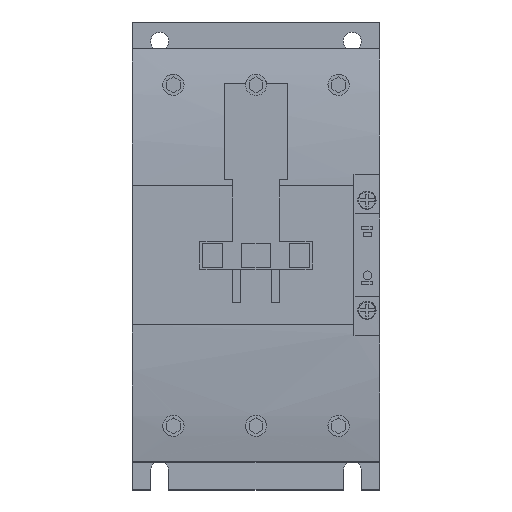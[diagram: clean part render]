
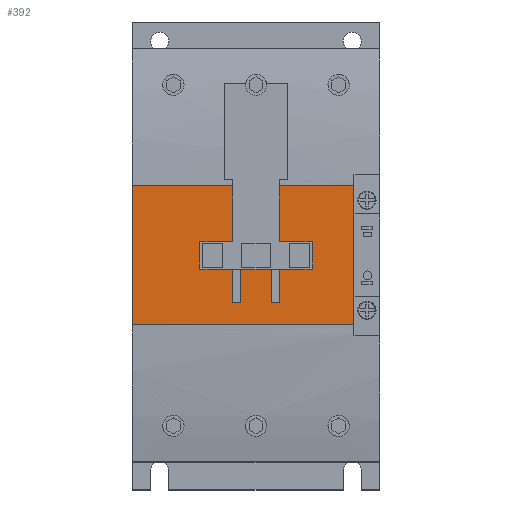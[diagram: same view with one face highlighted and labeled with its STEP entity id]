
A CAD part, top view. The second image highlights one B-rep face of the part: STEP entity #392.
In plain terms, the highlighted planar face has unit normal (0, 0, 1).
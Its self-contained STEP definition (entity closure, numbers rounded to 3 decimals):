
#392 = ADVANCED_FACE( '', ( #1076 ), #1077, .T. );
#1076 = FACE_OUTER_BOUND( '', #1788, .T. );
#1077 = PLANE( '', #1789 );
#1788 = EDGE_LOOP( '', ( #4365, #4366, #4367, #4368, #4369, #4370, #4371, #4372, #4373, #4374, #4375, #4376, #4377, #4378, #4379, #4380, #4381, #4382, #4383, #4384 ) );
#1789 = AXIS2_PLACEMENT_3D( '', #4385, #4386, #4387 );
#4365 = ORIENTED_EDGE( '', *, *, #4974, .T. );
#4366 = ORIENTED_EDGE( '', *, *, #4999, .T. );
#4367 = ORIENTED_EDGE( '', *, *, #4986, .T. );
#4368 = ORIENTED_EDGE( '', *, *, #4994, .T. );
#4369 = ORIENTED_EDGE( '', *, *, #4992, .T. );
#4370 = ORIENTED_EDGE( '', *, *, #4998, .T. );
#4371 = ORIENTED_EDGE( '', *, *, #5043, .T. );
#4372 = ORIENTED_EDGE( '', *, *, #5041, .T. );
#4373 = ORIENTED_EDGE( '', *, *, #5039, .T. );
#4374 = ORIENTED_EDGE( '', *, *, #5049, .F. );
#4375 = ORIENTED_EDGE( '', *, *, #5417, .T. );
#4376 = ORIENTED_EDGE( '', *, *, #5418, .T. );
#4377 = ORIENTED_EDGE( '', *, *, #5098, .T. );
#4378 = ORIENTED_EDGE( '', *, *, #5044, .F. );
#4379 = ORIENTED_EDGE( '', *, *, #5035, .T. );
#4380 = ORIENTED_EDGE( '', *, *, #5032, .T. );
#4381 = ORIENTED_EDGE( '', *, *, #5030, .T. );
#4382 = ORIENTED_EDGE( '', *, *, #4995, .T. );
#4383 = ORIENTED_EDGE( '', *, *, #4990, .T. );
#4384 = ORIENTED_EDGE( '', *, *, #4987, .T. );
#4385 = CARTESIAN_POINT( '', ( 0., -25.251, 141.5 ) );
#4386 = DIRECTION( '', ( 0., 0., 1. ) );
#4387 = DIRECTION( '', ( 0., -1., 0. ) );
#4974 = EDGE_CURVE( '', #6157, #6154, #6158, .T. );
#4986 = EDGE_CURVE( '', #6175, #6177, #6179, .T. );
#4987 = EDGE_CURVE( '', #6180, #6157, #6181, .T. );
#4990 = EDGE_CURVE( '', #6183, #6180, #6185, .T. );
#4992 = EDGE_CURVE( '', #6188, #6186, #6189, .T. );
#4994 = EDGE_CURVE( '', #6177, #6188, #6191, .T. );
#4995 = EDGE_CURVE( '', #6192, #6183, #6193, .T. );
#4998 = EDGE_CURVE( '', #6186, #6195, #6197, .T. );
#4999 = EDGE_CURVE( '', #6154, #6175, #6198, .T. );
#5030 = EDGE_CURVE( '', #6244, #6192, #6245, .T. );
#5032 = EDGE_CURVE( '', #6247, #6244, #6248, .T. );
#5035 = EDGE_CURVE( '', #6250, #6247, #6252, .T. );
#5039 = EDGE_CURVE( '', #6258, #6256, #6259, .T. );
#5041 = EDGE_CURVE( '', #6261, #6258, #6262, .T. );
#5043 = EDGE_CURVE( '', #6195, #6261, #6264, .T. );
#5044 = EDGE_CURVE( '', #6250, #6265, #6266, .T. );
#5049 = EDGE_CURVE( '', #6272, #6256, #6274, .T. );
#5098 = EDGE_CURVE( '', #6355, #6265, #6356, .T. );
#5417 = EDGE_CURVE( '', #6272, #6872, #6873, .T. );
#5418 = EDGE_CURVE( '', #6872, #6355, #6874, .T. );
#6154 = VERTEX_POINT( '', #8460 );
#6157 = VERTEX_POINT( '', #8464 );
#6158 = LINE( '', #8465, #8466 );
#6175 = VERTEX_POINT( '', #8492 );
#6177 = VERTEX_POINT( '', #8495 );
#6179 = LINE( '', #8498, #8499 );
#6180 = VERTEX_POINT( '', #8500 );
#6181 = LINE( '', #8501, #8502 );
#6183 = VERTEX_POINT( '', #8505 );
#6185 = LINE( '', #8508, #8509 );
#6186 = VERTEX_POINT( '', #8510 );
#6188 = VERTEX_POINT( '', #8513 );
#6189 = LINE( '', #8514, #8515 );
#6191 = LINE( '', #8518, #8519 );
#6192 = VERTEX_POINT( '', #8520 );
#6193 = LINE( '', #8521, #8522 );
#6195 = VERTEX_POINT( '', #8525 );
#6197 = LINE( '', #8528, #8529 );
#6198 = LINE( '', #8530, #8531 );
#6244 = VERTEX_POINT( '', #8605 );
#6245 = LINE( '', #8606, #8607 );
#6247 = VERTEX_POINT( '', #8610 );
#6248 = LINE( '', #8611, #8612 );
#6250 = VERTEX_POINT( '', #8615 );
#6252 = LINE( '', #8617, #8618 );
#6256 = VERTEX_POINT( '', #8624 );
#6258 = VERTEX_POINT( '', #8626 );
#6259 = LINE( '', #8627, #8628 );
#6261 = VERTEX_POINT( '', #8631 );
#6262 = LINE( '', #8632, #8633 );
#6264 = LINE( '', #8636, #8637 );
#6265 = VERTEX_POINT( '', #8638 );
#6266 = LINE( '', #8639, #8640 );
#6272 = VERTEX_POINT( '', #8647 );
#6274 = LINE( '', #8649, #8650 );
#6355 = VERTEX_POINT( '', #8779 );
#6356 = LINE( '', #8780, #8781 );
#6872 = VERTEX_POINT( '', #9585 );
#6873 = LINE( '', #9586, #9587 );
#6874 = LINE( '', #9588, #9589 );
#8460 = CARTESIAN_POINT( '', ( 50.5, -5., 141.5 ) );
#8464 = CARTESIAN_POINT( '', ( 50.5, -17.3, 141.5 ) );
#8465 = CARTESIAN_POINT( '', ( 50.5, -15.025, 141.5 ) );
#8466 = VECTOR( '', #10112, 1. );
#8492 = CARTESIAN_POINT( '', ( 39.5, -5., 141.5 ) );
#8495 = CARTESIAN_POINT( '', ( 39.5, -17.3, 141.5 ) );
#8498 = CARTESIAN_POINT( '', ( 39.5, -21.275, 141.5 ) );
#8499 = VECTOR( '', #10124, 1. );
#8500 = CARTESIAN_POINT( '', ( 53.5, -17.3, 141.5 ) );
#8501 = CARTESIAN_POINT( '', ( 25.25, -17.3, 141.5 ) );
#8502 = VECTOR( '', #10125, 1. );
#8505 = CARTESIAN_POINT( '', ( 53.5, -5., 141.5 ) );
#8508 = CARTESIAN_POINT( '', ( 53.5, -21.275, 141.5 ) );
#8509 = VECTOR( '', #10128, 1. );
#8510 = CARTESIAN_POINT( '', ( 36.5, -5., 141.5 ) );
#8513 = CARTESIAN_POINT( '', ( 36.5, -17.3, 141.5 ) );
#8514 = CARTESIAN_POINT( '', ( 36.5, -14.925, 141.5 ) );
#8515 = VECTOR( '', #10130, 1. );
#8518 = CARTESIAN_POINT( '', ( 18.25, -17.3, 141.5 ) );
#8519 = VECTOR( '', #10132, 1. );
#8520 = CARTESIAN_POINT( '', ( 65.4, -5., 141.5 ) );
#8521 = CARTESIAN_POINT( '', ( 12.3, -5., 141.5 ) );
#8522 = VECTOR( '', #10133, 1. );
#8525 = CARTESIAN_POINT( '', ( 24.6, -5., 141.5 ) );
#8528 = CARTESIAN_POINT( '', ( 12.3, -5., 141.5 ) );
#8529 = VECTOR( '', #10136, 1. );
#8530 = CARTESIAN_POINT( '', ( 12.3, -5., 141.5 ) );
#8531 = VECTOR( '', #10137, 1. );
#8605 = CARTESIAN_POINT( '', ( 65.4, 5., 141.5 ) );
#8606 = CARTESIAN_POINT( '', ( 65.4, -15.125, 141.5 ) );
#8607 = VECTOR( '', #10172, 1. );
#8610 = CARTESIAN_POINT( '', ( 53.5, 5., 141.5 ) );
#8611 = CARTESIAN_POINT( '', ( 32.7, 5., 141.5 ) );
#8612 = VECTOR( '', #10174, 1. );
#8615 = CARTESIAN_POINT( '', ( 53.5, 25.251, 141.5 ) );
#8617 = CARTESIAN_POINT( '', ( 53.5, -10.125, 141.5 ) );
#8618 = VECTOR( '', #10179, 1. );
#8624 = CARTESIAN_POINT( '', ( 36.5, 25.251, 141.5 ) );
#8626 = CARTESIAN_POINT( '', ( 36.5, 5., 141.5 ) );
#8627 = CARTESIAN_POINT( '', ( 36.5, 1.09, 141.5 ) );
#8628 = VECTOR( '', #10185, 1. );
#8631 = CARTESIAN_POINT( '', ( 24.6, 5., 141.5 ) );
#8632 = CARTESIAN_POINT( '', ( 18.25, 5., 141.5 ) );
#8633 = VECTOR( '', #10187, 1. );
#8636 = CARTESIAN_POINT( '', ( 24.6, -10.125, 141.5 ) );
#8637 = VECTOR( '', #10189, 1. );
#8638 = CARTESIAN_POINT( '', ( 80.6, 25.251, 141.5 ) );
#8639 = CARTESIAN_POINT( '', ( 0., 25.251, 141.5 ) );
#8640 = VECTOR( '', #10190, 1. );
#8647 = CARTESIAN_POINT( '', ( 0., 25.251, 141.5 ) );
#8649 = CARTESIAN_POINT( '', ( 0., 25.251, 141.5 ) );
#8650 = VECTOR( '', #10201, 1. );
#8779 = CARTESIAN_POINT( '', ( 80.6, -25.251, 141.5 ) );
#8780 = CARTESIAN_POINT( '', ( 80.6, -12.625, 141.5 ) );
#8781 = VECTOR( '', #10250, 1. );
#9585 = CARTESIAN_POINT( '', ( 0., -25.251, 141.5 ) );
#9586 = CARTESIAN_POINT( '', ( 0., 25.251, 141.5 ) );
#9587 = VECTOR( '', #10629, 1. );
#9588 = CARTESIAN_POINT( '', ( 0., -25.251, 141.5 ) );
#9589 = VECTOR( '', #10630, 1. );
#10112 = DIRECTION( '', ( 0., 1., 0. ) );
#10124 = DIRECTION( '', ( 0., -1., 0. ) );
#10125 = DIRECTION( '', ( -1., 0., 0. ) );
#10128 = DIRECTION( '', ( 0., -1., 0. ) );
#10130 = DIRECTION( '', ( 0., 1., 0. ) );
#10132 = DIRECTION( '', ( -1., 0., 0. ) );
#10133 = DIRECTION( '', ( -1., 0., 0. ) );
#10136 = DIRECTION( '', ( -1., 0., 0. ) );
#10137 = DIRECTION( '', ( -1., 0., 0. ) );
#10172 = DIRECTION( '', ( 0., -1., 0. ) );
#10174 = DIRECTION( '', ( 1., 0., 0. ) );
#10179 = DIRECTION( '', ( 0., -1., 0. ) );
#10185 = DIRECTION( '', ( 0., 1., 0. ) );
#10187 = DIRECTION( '', ( 1., 0., 0. ) );
#10189 = DIRECTION( '', ( 0., 1., 0. ) );
#10190 = DIRECTION( '', ( 1., 0., 0. ) );
#10201 = DIRECTION( '', ( 1., 0., 0. ) );
#10250 = DIRECTION( '', ( 0., 1., 0. ) );
#10629 = DIRECTION( '', ( 0., -1., 0. ) );
#10630 = DIRECTION( '', ( 1., 0., 0. ) );
